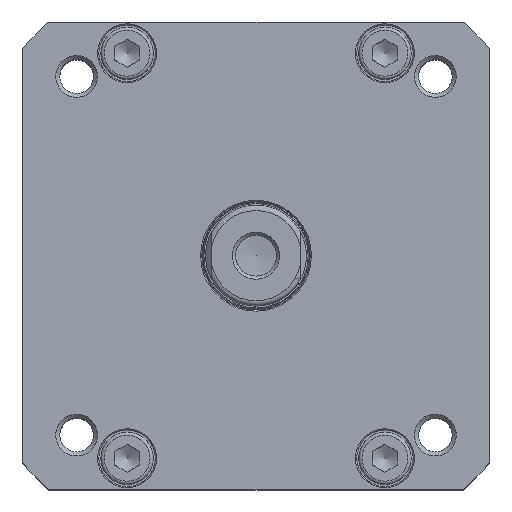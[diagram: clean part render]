
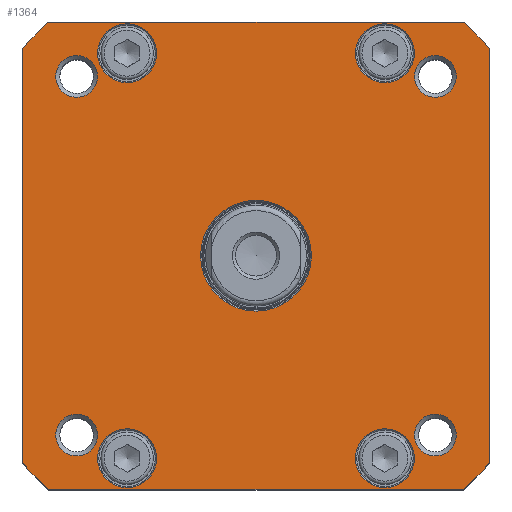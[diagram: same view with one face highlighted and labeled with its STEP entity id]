
A CAD part, top view. The second image highlights one B-rep face of the part: STEP entity #1364.
In plain terms, the highlighted planar face has unit normal (0, 0, 1).
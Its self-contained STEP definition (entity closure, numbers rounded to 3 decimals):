
#1190=CARTESIAN_POINT('',(0.,0.,117.));
#1191=DIRECTION('',(0.0,0.0,-1.0));
#1192=DIRECTION('',(-1.0,0.0,0.0));
#1193=AXIS2_PLACEMENT_3D('',#1190,#1191,#1192);
#1194=PLANE('',#1193);
#1195=CARTESIAN_POINT('',(-51.403,58.,117.));
#1196=VERTEX_POINT('',#1195);
#1197=CARTESIAN_POINT('',(51.403,58.,117.));
#1198=VERTEX_POINT('',#1197);
#1199=CARTESIAN_POINT('',(-51.403,58.,117.));
#1200=DIRECTION('',(1.0,0.0,0.0));
#1201=VECTOR('',#1200,102.806);
#1202=LINE('',#1199,#1201);
#1203=EDGE_CURVE('',#1196,#1198,#1202,.T.);
#1204=ORIENTED_EDGE('',*,*,#1203,.F.);
#1205=CARTESIAN_POINT('',(-58.,51.403,117.));
#1206=VERTEX_POINT('',#1205);
#1207=CARTESIAN_POINT('',(0.0,0.,117.));
#1208=DIRECTION('',(0.0,0.0,-1.0));
#1209=DIRECTION('',(-0.748,0.663,0.0));
#1210=AXIS2_PLACEMENT_3D('',#1207,#1208,#1209);
#1211=CIRCLE('',#1210,77.5);
#1212=EDGE_CURVE('',#1206,#1196,#1211,.T.);
#1213=ORIENTED_EDGE('',*,*,#1212,.F.);
#1214=CARTESIAN_POINT('',(-58.,-51.403,117.));
#1215=VERTEX_POINT('',#1214);
#1216=CARTESIAN_POINT('',(-58.,-51.403,117.));
#1217=DIRECTION('',(0.0,1.0,0.0));
#1218=VECTOR('',#1217,102.806);
#1219=LINE('',#1216,#1218);
#1220=EDGE_CURVE('',#1215,#1206,#1219,.T.);
#1221=ORIENTED_EDGE('',*,*,#1220,.F.);
#1222=CARTESIAN_POINT('',(-51.403,-58.,117.));
#1223=VERTEX_POINT('',#1222);
#1224=CARTESIAN_POINT('',(0.0,0.,117.));
#1225=DIRECTION('',(0.0,0.0,-1.0));
#1226=DIRECTION('',(-0.663,-0.748,0.0));
#1227=AXIS2_PLACEMENT_3D('',#1224,#1225,#1226);
#1228=CIRCLE('',#1227,77.5);
#1229=EDGE_CURVE('',#1223,#1215,#1228,.T.);
#1230=ORIENTED_EDGE('',*,*,#1229,.F.);
#1231=CARTESIAN_POINT('',(51.403,-58.,117.));
#1232=VERTEX_POINT('',#1231);
#1233=CARTESIAN_POINT('',(51.403,-58.,117.));
#1234=DIRECTION('',(-1.0,0.0,0.0));
#1235=VECTOR('',#1234,102.806);
#1236=LINE('',#1233,#1235);
#1237=EDGE_CURVE('',#1232,#1223,#1236,.T.);
#1238=ORIENTED_EDGE('',*,*,#1237,.F.);
#1239=CARTESIAN_POINT('',(58.,-51.403,117.));
#1240=VERTEX_POINT('',#1239);
#1241=CARTESIAN_POINT('',(0.0,0.,117.));
#1242=DIRECTION('',(0.0,0.0,-1.0));
#1243=DIRECTION('',(0.748,-0.663,0.0));
#1244=AXIS2_PLACEMENT_3D('',#1241,#1242,#1243);
#1245=CIRCLE('',#1244,77.5);
#1246=EDGE_CURVE('',#1240,#1232,#1245,.T.);
#1247=ORIENTED_EDGE('',*,*,#1246,.F.);
#1248=CARTESIAN_POINT('',(58.,51.403,117.));
#1249=VERTEX_POINT('',#1248);
#1250=CARTESIAN_POINT('',(58.,51.403,117.));
#1251=DIRECTION('',(0.0,-1.0,0.0));
#1252=VECTOR('',#1251,102.806);
#1253=LINE('',#1250,#1252);
#1254=EDGE_CURVE('',#1249,#1240,#1253,.T.);
#1255=ORIENTED_EDGE('',*,*,#1254,.F.);
#1256=CARTESIAN_POINT('',(0.0,0.,117.));
#1257=DIRECTION('',(0.0,0.0,-1.0));
#1258=DIRECTION('',(0.663,0.748,0.0));
#1259=AXIS2_PLACEMENT_3D('',#1256,#1257,#1258);
#1260=CIRCLE('',#1259,77.5);
#1261=EDGE_CURVE('',#1198,#1249,#1260,.T.);
#1262=ORIENTED_EDGE('',*,*,#1261,.F.);
#1263=EDGE_LOOP('',(#1204,#1213,#1221,#1230,#1238,#1247,#1255,#1262));
#1264=FACE_OUTER_BOUND('',#1263,.T.);
#1265=CARTESIAN_POINT('',(0.,-13.75,117.));
#1266=VERTEX_POINT('',#1265);
#1267=CARTESIAN_POINT('',(0.0,0.,117.));
#1268=DIRECTION('',(0.0,0.0,1.0));
#1269=DIRECTION('',(0.0,1.0,0.0));
#1270=AXIS2_PLACEMENT_3D('',#1267,#1268,#1269);
#1271=CIRCLE('',#1270,13.75);
#1272=EDGE_CURVE('',#1266,#1266,#1271,.T.);
#1273=ORIENTED_EDGE('',*,*,#1272,.F.);
#1274=EDGE_LOOP('',(#1273));
#1275=FACE_BOUND('',#1274,.T.);
#1276=CARTESIAN_POINT('',(-49.688,44.5,117.));
#1277=VERTEX_POINT('',#1276);
#1278=CARTESIAN_POINT('',(-44.5,44.5,117.));
#1279=DIRECTION('',(0.0,0.0,1.0));
#1280=DIRECTION('',(1.0,0.0,0.0));
#1281=AXIS2_PLACEMENT_3D('',#1278,#1279,#1280);
#1282=CIRCLE('',#1281,5.188);
#1283=EDGE_CURVE('',#1277,#1277,#1282,.T.);
#1284=ORIENTED_EDGE('',*,*,#1283,.F.);
#1285=EDGE_LOOP('',(#1284));
#1286=FACE_BOUND('',#1285,.T.);
#1287=CARTESIAN_POINT('',(39.312,-44.5,117.));
#1288=VERTEX_POINT('',#1287);
#1289=CARTESIAN_POINT('',(44.5,-44.5,117.));
#1290=DIRECTION('',(0.0,0.0,1.0));
#1291=DIRECTION('',(1.0,0.0,0.0));
#1292=AXIS2_PLACEMENT_3D('',#1289,#1290,#1291);
#1293=CIRCLE('',#1292,5.188);
#1294=EDGE_CURVE('',#1288,#1288,#1293,.T.);
#1295=ORIENTED_EDGE('',*,*,#1294,.F.);
#1296=EDGE_LOOP('',(#1295));
#1297=FACE_BOUND('',#1296,.T.);
#1298=CARTESIAN_POINT('',(24.7,-50.25,117.));
#1299=VERTEX_POINT('',#1298);
#1300=CARTESIAN_POINT('',(32.,-50.25,117.));
#1301=DIRECTION('',(0.0,0.0,1.0));
#1302=DIRECTION('',(1.0,0.0,0.0));
#1303=AXIS2_PLACEMENT_3D('',#1300,#1301,#1302);
#1304=CIRCLE('',#1303,7.3);
#1305=EDGE_CURVE('',#1299,#1299,#1304,.T.);
#1306=ORIENTED_EDGE('',*,*,#1305,.F.);
#1307=EDGE_LOOP('',(#1306));
#1308=FACE_BOUND('',#1307,.T.);
#1309=CARTESIAN_POINT('',(-39.3,50.25,117.));
#1310=VERTEX_POINT('',#1309);
#1311=CARTESIAN_POINT('',(-32.,50.25,117.));
#1312=DIRECTION('',(0.0,0.0,1.0));
#1313=DIRECTION('',(1.0,0.0,0.0));
#1314=AXIS2_PLACEMENT_3D('',#1311,#1312,#1313);
#1315=CIRCLE('',#1314,7.3);
#1316=EDGE_CURVE('',#1310,#1310,#1315,.T.);
#1317=ORIENTED_EDGE('',*,*,#1316,.F.);
#1318=EDGE_LOOP('',(#1317));
#1319=FACE_BOUND('',#1318,.T.);
#1320=CARTESIAN_POINT('',(24.7,50.25,117.));
#1321=VERTEX_POINT('',#1320);
#1322=CARTESIAN_POINT('',(32.,50.25,117.));
#1323=DIRECTION('',(0.0,0.0,1.0));
#1324=DIRECTION('',(1.0,0.0,0.0));
#1325=AXIS2_PLACEMENT_3D('',#1322,#1323,#1324);
#1326=CIRCLE('',#1325,7.3);
#1327=EDGE_CURVE('',#1321,#1321,#1326,.T.);
#1328=ORIENTED_EDGE('',*,*,#1327,.F.);
#1329=EDGE_LOOP('',(#1328));
#1330=FACE_BOUND('',#1329,.T.);
#1331=CARTESIAN_POINT('',(-39.3,-50.25,117.));
#1332=VERTEX_POINT('',#1331);
#1333=CARTESIAN_POINT('',(-32.,-50.25,117.));
#1334=DIRECTION('',(0.0,0.0,1.0));
#1335=DIRECTION('',(1.0,0.0,0.0));
#1336=AXIS2_PLACEMENT_3D('',#1333,#1334,#1335);
#1337=CIRCLE('',#1336,7.3);
#1338=EDGE_CURVE('',#1332,#1332,#1337,.T.);
#1339=ORIENTED_EDGE('',*,*,#1338,.F.);
#1340=EDGE_LOOP('',(#1339));
#1341=FACE_BOUND('',#1340,.T.);
#1342=CARTESIAN_POINT('',(39.312,44.5,117.));
#1343=VERTEX_POINT('',#1342);
#1344=CARTESIAN_POINT('',(44.5,44.5,117.));
#1345=DIRECTION('',(0.0,0.0,1.0));
#1346=DIRECTION('',(1.0,0.0,0.0));
#1347=AXIS2_PLACEMENT_3D('',#1344,#1345,#1346);
#1348=CIRCLE('',#1347,5.188);
#1349=EDGE_CURVE('',#1343,#1343,#1348,.T.);
#1350=ORIENTED_EDGE('',*,*,#1349,.F.);
#1351=EDGE_LOOP('',(#1350));
#1352=FACE_BOUND('',#1351,.T.);
#1353=CARTESIAN_POINT('',(-49.688,-44.5,117.));
#1354=VERTEX_POINT('',#1353);
#1355=CARTESIAN_POINT('',(-44.5,-44.5,117.));
#1356=DIRECTION('',(0.0,0.0,1.0));
#1357=DIRECTION('',(1.0,0.0,0.0));
#1358=AXIS2_PLACEMENT_3D('',#1355,#1356,#1357);
#1359=CIRCLE('',#1358,5.188);
#1360=EDGE_CURVE('',#1354,#1354,#1359,.T.);
#1361=ORIENTED_EDGE('',*,*,#1360,.F.);
#1362=EDGE_LOOP('',(#1361));
#1363=FACE_BOUND('',#1362,.T.);
#1364=ADVANCED_FACE('',(#1264,#1275,#1286,#1297,#1308,#1319,#1330,#1341,#1352,#1363),#1194,.F.);
